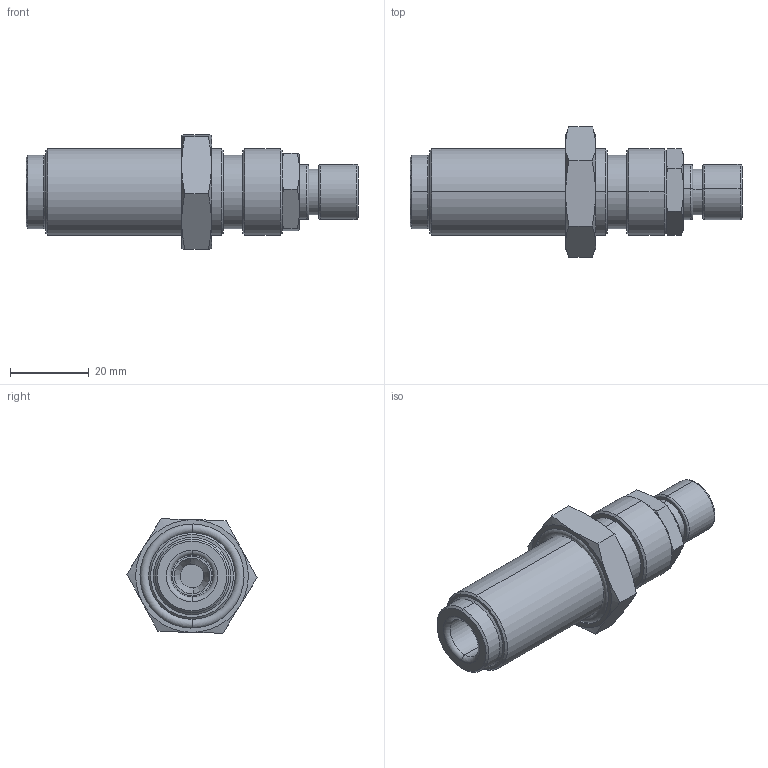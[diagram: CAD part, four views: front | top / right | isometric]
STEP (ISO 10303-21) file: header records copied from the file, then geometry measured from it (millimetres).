
FILE_DESCRIPTION (( 'STEP AP214' ), '1' );
FILE_NAME ('OS-2325 - POS-250 .STEP', '2019-08-16T12:41:09', ( '' ), ( '' ), 'SwSTEP 2.0', 'SolidWorks 2019', '' );
FILE_SCHEMA (( 'AUTOMOTIVE_DESIGN' ));
Length unit declared in the file: millimetre
Products named in the file (11): OS-2325 - POS-250 ; OS-2325 - POS-251; OS-2325 - POS-252; OS-2325 - POS-255; OS-2325 - POS-254; OS-2325 - POS-253
Assembly tree (5 placements, depth 2):
  OS-2325 - POS-250 
    OS-2325 - POS-251
    OS-2325 - POS-252
    OS-2325 - POS-253
    OS-2325 - POS-254
    OS-2325 - POS-255
  OS-2325 - POS-255
  OS-2325 - POS-254
  OS-2325 - POS-251
  OS-2325 - POS-253
Bounding box: 84.24 x 33.01 x 29.05 mm (x, y, z)
Volume: 28624.1 mm3; surface area: 13909.5 mm2
Topology: 5 solids, 5 shells, 118 faces, 244 edges, 142 vertices
Faces by surface type: cone 50, cylinder 28, plane 28, torus 12
Entity records: 3849 total; most frequent: CARTESIAN_POINT 759, DIRECTION 576, ORIENTED_EDGE 488, AXIS2_PLACEMENT_3D 255, EDGE_CURVE 244, VERTEX_POINT 142, EDGE_LOOP 132, CIRCLE 128
